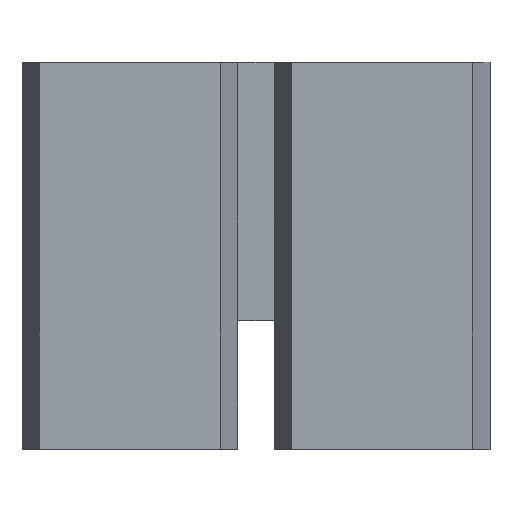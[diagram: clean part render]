
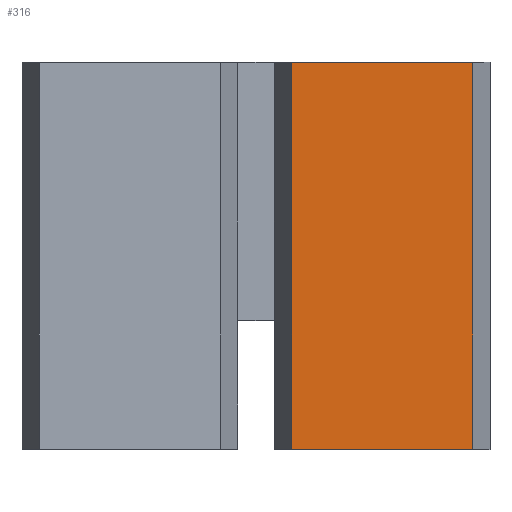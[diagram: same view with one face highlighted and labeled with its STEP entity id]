
A CAD part, top view. The second image highlights one B-rep face of the part: STEP entity #316.
In plain terms, the highlighted planar face has unit normal (0, 0, 1).
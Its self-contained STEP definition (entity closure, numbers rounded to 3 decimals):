
#316=ADVANCED_FACE('',(#649),#650,.T.);
#649=FACE_OUTER_BOUND('',#990,.T.);
#650=PLANE('',#991);
#990=EDGE_LOOP('',(#1793,#1794,#1795,#1796));
#991=AXIS2_PLACEMENT_3D('',#1797,#1798,#1799);
#1793=ORIENTED_EDGE('',*,*,#2244,.T.);
#1794=ORIENTED_EDGE('',*,*,#2245,.F.);
#1795=ORIENTED_EDGE('',*,*,#2246,.T.);
#1796=ORIENTED_EDGE('',*,*,#2247,.T.);
#1797=CARTESIAN_POINT('',(1.37,0.,1.27));
#1798=DIRECTION('',(0.0,0.,1.0));
#1799=DIRECTION('',(1.0,0.0,0.0));
#2244=EDGE_CURVE('',#2714,#2715,#2716,.T.);
#2245=EDGE_CURVE('',#2717,#2715,#2718,.T.);
#2246=EDGE_CURVE('',#2717,#2719,#2720,.T.);
#2247=EDGE_CURVE('',#2719,#2714,#2721,.T.);
#2714=VERTEX_POINT('',#3301);
#2715=VERTEX_POINT('',#3302);
#2716=LINE('',#3303,#3304);
#2717=VERTEX_POINT('',#3305);
#2718=LINE('',#3306,#3307);
#2719=VERTEX_POINT('',#3308);
#2720=LINE('',#3309,#3310);
#2721=LINE('',#3311,#3312);
#3301=CARTESIAN_POINT('',(2.354,4.2,1.27));
#3302=CARTESIAN_POINT('',(0.387,4.2,1.27));
#3303=CARTESIAN_POINT('',(0.387,4.2,1.27));
#3304=VECTOR('',#3803,1.0);
#3305=CARTESIAN_POINT('',(0.387,0.,1.27));
#3306=CARTESIAN_POINT('',(0.387,0.,1.27));
#3307=VECTOR('',#3804,1.0);
#3308=CARTESIAN_POINT('',(2.354,0.,1.27));
#3309=CARTESIAN_POINT('',(0.387,0.,1.27));
#3310=VECTOR('',#3805,1.0);
#3311=CARTESIAN_POINT('',(2.354,0.,1.27));
#3312=VECTOR('',#3806,1.0);
#3803=DIRECTION('',(-1.0,0.0,0.0));
#3804=DIRECTION('',(0.0,1.0,0.));
#3805=DIRECTION('',(1.0,0.0,0.0));
#3806=DIRECTION('',(0.0,1.0,0.));
